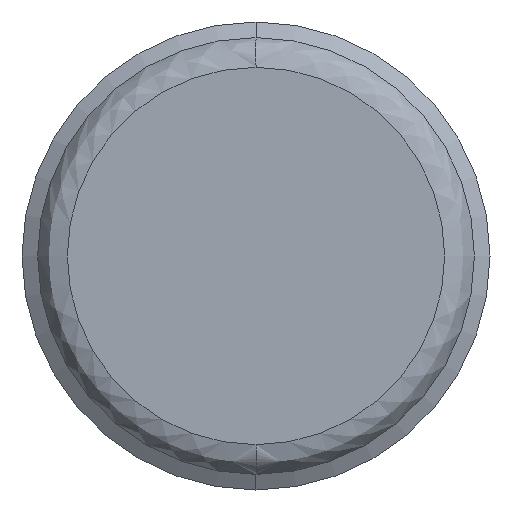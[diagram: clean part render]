
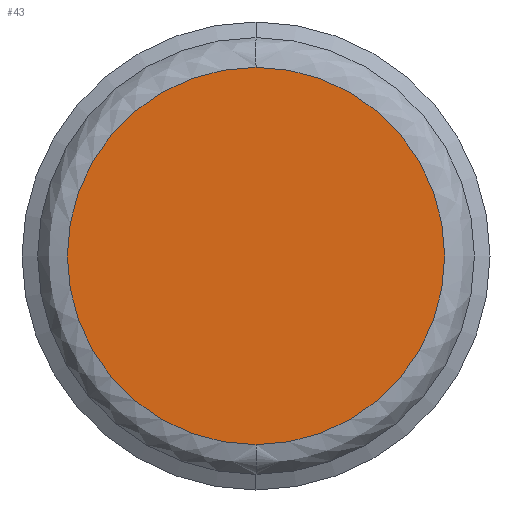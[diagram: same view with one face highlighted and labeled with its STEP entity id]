
A CAD part, left-side view. The second image highlights one B-rep face of the part: STEP entity #43.
In plain terms, the highlighted planar face has unit normal (-1, 0, 0).
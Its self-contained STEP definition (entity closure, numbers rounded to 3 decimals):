
#43=ADVANCED_FACE('',(#104),#103,.F.);
#103=PLANE('',#394);
#104=FACE_OUTER_BOUND('',#395,.T.);
#391=CARTESIAN_POINT('',(-10.,-12.567,7.86));
#392=DIRECTION('',(1.,0.,0.));
#393=DIRECTION('',(0.,0.,-1.));
#394=AXIS2_PLACEMENT_3D('',#391,#392,#393);
#395=EDGE_LOOP('',(#694,#695));
#694=ORIENTED_EDGE('',*,*,#810,.T.);
#695=ORIENTED_EDGE('',*,*,#811,.T.);
#810=EDGE_CURVE('',#940,#941,#942,.T.);
#811=EDGE_CURVE('',#941,#940,#948,.T.);
#940=VERTEX_POINT('',#1297);
#941=VERTEX_POINT('',#1298);
#942=CIRCLE('',#1302,6.046);
#948=CIRCLE('',#1306,6.046);
#1297=CARTESIAN_POINT('',(-10.,0.,6.046));
#1298=CARTESIAN_POINT('',(-10.,0.,-6.046));
#1299=CARTESIAN_POINT('',(-10.,0.,0.));
#1300=DIRECTION('',(-1.,0.,0.));
#1301=DIRECTION('',(0.,0.,1.));
#1302=AXIS2_PLACEMENT_3D('',#1299,#1300,#1301);
#1303=CARTESIAN_POINT('',(-10.,0.,0.));
#1304=DIRECTION('',(-1.,0.,0.));
#1305=DIRECTION('',(0.,0.,1.));
#1306=AXIS2_PLACEMENT_3D('',#1303,#1304,#1305);
